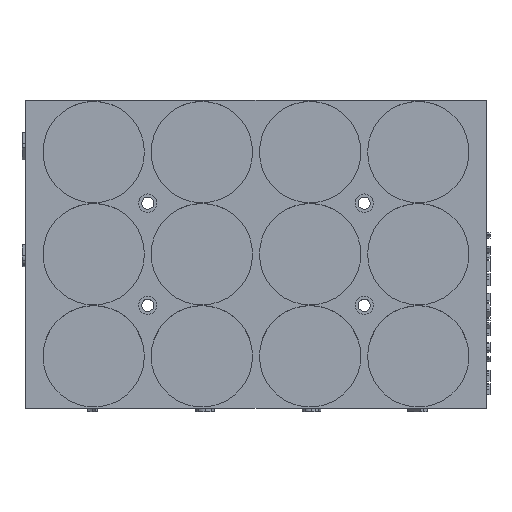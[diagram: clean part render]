
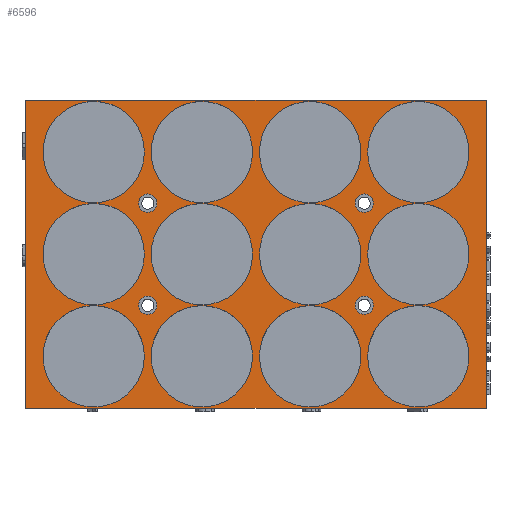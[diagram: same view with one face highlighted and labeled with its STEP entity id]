
A CAD part, top view. The second image highlights one B-rep face of the part: STEP entity #6596.
In plain terms, the highlighted planar face has unit normal (0, 0, 1).
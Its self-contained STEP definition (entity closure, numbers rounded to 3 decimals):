
#550=LINE('',#8608,#1145);
#904=LINE('',#11076,#1499);
#984=LINE('',#11280,#1579);
#1083=LINE('',#12570,#1678);
#1145=VECTOR('',#6997,10.);
#1499=VECTOR('',#7563,10.);
#1579=VECTOR('',#7703,10.);
#1678=VECTOR('',#7932,10.);
#1730=FACE_BOUND('',#2504,.T.);
#1731=FACE_BOUND('',#2505,.T.);
#1732=FACE_BOUND('',#2506,.T.);
#1733=FACE_BOUND('',#2507,.T.);
#1734=FACE_BOUND('',#2508,.T.);
#1735=FACE_BOUND('',#2509,.T.);
#1736=FACE_BOUND('',#2510,.T.);
#1737=FACE_BOUND('',#2511,.T.);
#1738=FACE_BOUND('',#2512,.T.);
#1739=FACE_BOUND('',#2513,.T.);
#1740=FACE_BOUND('',#2514,.T.);
#1741=FACE_BOUND('',#2515,.T.);
#1742=FACE_BOUND('',#2516,.T.);
#1743=FACE_BOUND('',#2517,.T.);
#1744=FACE_BOUND('',#2518,.T.);
#1745=FACE_BOUND('',#2519,.T.);
#2110=FACE_OUTER_BOUND('',#2503,.T.);
#2503=EDGE_LOOP('',(#6024,#6025,#6026,#6027));
#2504=EDGE_LOOP('',(#6028));
#2505=EDGE_LOOP('',(#6029));
#2506=EDGE_LOOP('',(#6030));
#2507=EDGE_LOOP('',(#6031));
#2508=EDGE_LOOP('',(#6032));
#2509=EDGE_LOOP('',(#6033));
#2510=EDGE_LOOP('',(#6034));
#2511=EDGE_LOOP('',(#6035));
#2512=EDGE_LOOP('',(#6036));
#2513=EDGE_LOOP('',(#6037));
#2514=EDGE_LOOP('',(#6038));
#2515=EDGE_LOOP('',(#6039));
#2516=EDGE_LOOP('',(#6040));
#2517=EDGE_LOOP('',(#6041));
#2518=EDGE_LOOP('',(#6042));
#2519=EDGE_LOOP('',(#6043));
#2527=CIRCLE('',#6616,2.55);
#2531=CIRCLE('',#6623,2.55);
#2535=CIRCLE('',#6630,2.55);
#2539=CIRCLE('',#6637,2.55);
#2541=CIRCLE('',#6803,14.05);
#2543=CIRCLE('',#6807,14.05);
#2545=CIRCLE('',#6811,14.05);
#2547=CIRCLE('',#6815,14.05);
#2549=CIRCLE('',#6819,14.05);
#2551=CIRCLE('',#6823,14.05);
#2553=CIRCLE('',#6827,14.05);
#2555=CIRCLE('',#6831,14.05);
#2557=CIRCLE('',#6835,14.05);
#2559=CIRCLE('',#6839,14.05);
#2561=CIRCLE('',#6843,14.05);
#2563=CIRCLE('',#6847,14.05);
#2567=VERTEX_POINT('',#7948);
#2571=VERTEX_POINT('',#7961);
#2575=VERTEX_POINT('',#7974);
#2579=VERTEX_POINT('',#7987);
#2649=VERTEX_POINT('',#8605);
#2650=VERTEX_POINT('',#8607);
#2997=VERTEX_POINT('',#11073);
#2998=VERTEX_POINT('',#11075);
#3175=VERTEX_POINT('',#12484);
#3177=VERTEX_POINT('',#12491);
#3179=VERTEX_POINT('',#12498);
#3181=VERTEX_POINT('',#12505);
#3183=VERTEX_POINT('',#12512);
#3185=VERTEX_POINT('',#12519);
#3187=VERTEX_POINT('',#12526);
#3189=VERTEX_POINT('',#12533);
#3191=VERTEX_POINT('',#12540);
#3193=VERTEX_POINT('',#12547);
#3195=VERTEX_POINT('',#12554);
#3197=VERTEX_POINT('',#12561);
#3201=EDGE_CURVE('',#2567,#2567,#2527,.T.);
#3207=EDGE_CURVE('',#2571,#2571,#2531,.T.);
#3213=EDGE_CURVE('',#2575,#2575,#2535,.T.);
#3219=EDGE_CURVE('',#2579,#2579,#2539,.T.);
#3324=EDGE_CURVE('',#2650,#2649,#550,.T.);
#3844=EDGE_CURVE('',#2998,#2997,#904,.T.);
#3928=EDGE_CURVE('',#2997,#2650,#984,.T.);
#4112=EDGE_CURVE('',#3175,#3175,#2541,.T.);
#4115=EDGE_CURVE('',#3177,#3177,#2543,.T.);
#4118=EDGE_CURVE('',#3179,#3179,#2545,.T.);
#4121=EDGE_CURVE('',#3181,#3181,#2547,.T.);
#4124=EDGE_CURVE('',#3183,#3183,#2549,.T.);
#4127=EDGE_CURVE('',#3185,#3185,#2551,.T.);
#4130=EDGE_CURVE('',#3187,#3187,#2553,.T.);
#4133=EDGE_CURVE('',#3189,#3189,#2555,.T.);
#4136=EDGE_CURVE('',#3191,#3191,#2557,.T.);
#4139=EDGE_CURVE('',#3193,#3193,#2559,.T.);
#4142=EDGE_CURVE('',#3195,#3195,#2561,.T.);
#4145=EDGE_CURVE('',#3197,#3197,#2563,.T.);
#4149=EDGE_CURVE('',#2649,#2998,#1083,.T.);
#6024=ORIENTED_EDGE('',*,*,#3928,.T.);
#6025=ORIENTED_EDGE('',*,*,#3324,.T.);
#6026=ORIENTED_EDGE('',*,*,#4149,.T.);
#6027=ORIENTED_EDGE('',*,*,#3844,.T.);
#6028=ORIENTED_EDGE('',*,*,#3201,.T.);
#6029=ORIENTED_EDGE('',*,*,#3207,.T.);
#6030=ORIENTED_EDGE('',*,*,#3213,.T.);
#6031=ORIENTED_EDGE('',*,*,#3219,.T.);
#6032=ORIENTED_EDGE('',*,*,#4112,.T.);
#6033=ORIENTED_EDGE('',*,*,#4115,.T.);
#6034=ORIENTED_EDGE('',*,*,#4118,.T.);
#6035=ORIENTED_EDGE('',*,*,#4121,.T.);
#6036=ORIENTED_EDGE('',*,*,#4124,.T.);
#6037=ORIENTED_EDGE('',*,*,#4127,.T.);
#6038=ORIENTED_EDGE('',*,*,#4130,.T.);
#6039=ORIENTED_EDGE('',*,*,#4133,.T.);
#6040=ORIENTED_EDGE('',*,*,#4136,.T.);
#6041=ORIENTED_EDGE('',*,*,#4139,.T.);
#6042=ORIENTED_EDGE('',*,*,#4142,.T.);
#6043=ORIENTED_EDGE('',*,*,#4145,.T.);
#6234=PLANE('',#6854);
#6596=ADVANCED_FACE('',(#2110,#1730,#1731,#1732,#1733,#1734,#1735,#1736,
#1737,#1738,#1739,#1740,#1741,#1742,#1743,#1744,#1745),#6234,.T.);
#6616=AXIS2_PLACEMENT_3D('',#7949,#6866,#6867);
#6623=AXIS2_PLACEMENT_3D('',#7962,#6882,#6883);
#6630=AXIS2_PLACEMENT_3D('',#7975,#6898,#6899);
#6637=AXIS2_PLACEMENT_3D('',#7988,#6914,#6915);
#6803=AXIS2_PLACEMENT_3D('',#12485,#7821,#7822);
#6807=AXIS2_PLACEMENT_3D('',#12492,#7830,#7831);
#6811=AXIS2_PLACEMENT_3D('',#12499,#7839,#7840);
#6815=AXIS2_PLACEMENT_3D('',#12506,#7848,#7849);
#6819=AXIS2_PLACEMENT_3D('',#12513,#7857,#7858);
#6823=AXIS2_PLACEMENT_3D('',#12520,#7866,#7867);
#6827=AXIS2_PLACEMENT_3D('',#12527,#7875,#7876);
#6831=AXIS2_PLACEMENT_3D('',#12534,#7884,#7885);
#6835=AXIS2_PLACEMENT_3D('',#12541,#7893,#7894);
#6839=AXIS2_PLACEMENT_3D('',#12548,#7902,#7903);
#6843=AXIS2_PLACEMENT_3D('',#12555,#7911,#7912);
#6847=AXIS2_PLACEMENT_3D('',#12562,#7920,#7921);
#6854=AXIS2_PLACEMENT_3D('',#12573,#7937,#7938);
#6866=DIRECTION('center_axis',(0.,0.,-1.));
#6867=DIRECTION('ref_axis',(1.,0.,0.));
#6882=DIRECTION('center_axis',(0.,0.,-1.));
#6883=DIRECTION('ref_axis',(1.,0.,0.));
#6898=DIRECTION('center_axis',(0.,0.,-1.));
#6899=DIRECTION('ref_axis',(1.,0.,0.));
#6914=DIRECTION('center_axis',(0.,0.,-1.));
#6915=DIRECTION('ref_axis',(1.,0.,0.));
#6997=DIRECTION('',(0.,1.,0.));
#7563=DIRECTION('',(0.,-1.,0.));
#7703=DIRECTION('',(1.,0.,0.));
#7821=DIRECTION('center_axis',(0.,0.,-1.));
#7822=DIRECTION('ref_axis',(1.,0.,0.));
#7830=DIRECTION('center_axis',(0.,0.,-1.));
#7831=DIRECTION('ref_axis',(1.,0.,0.));
#7839=DIRECTION('center_axis',(0.,0.,-1.));
#7840=DIRECTION('ref_axis',(1.,0.,0.));
#7848=DIRECTION('center_axis',(0.,0.,-1.));
#7849=DIRECTION('ref_axis',(1.,0.,0.));
#7857=DIRECTION('center_axis',(0.,0.,-1.));
#7858=DIRECTION('ref_axis',(1.,0.,0.));
#7866=DIRECTION('center_axis',(0.,0.,-1.));
#7867=DIRECTION('ref_axis',(1.,0.,0.));
#7875=DIRECTION('center_axis',(0.,0.,-1.));
#7876=DIRECTION('ref_axis',(1.,0.,0.));
#7884=DIRECTION('center_axis',(0.,0.,-1.));
#7885=DIRECTION('ref_axis',(1.,0.,0.));
#7893=DIRECTION('center_axis',(0.,0.,-1.));
#7894=DIRECTION('ref_axis',(1.,0.,0.));
#7902=DIRECTION('center_axis',(0.,0.,-1.));
#7903=DIRECTION('ref_axis',(1.,0.,0.));
#7911=DIRECTION('center_axis',(0.,0.,-1.));
#7912=DIRECTION('ref_axis',(1.,0.,0.));
#7920=DIRECTION('center_axis',(0.,0.,-1.));
#7921=DIRECTION('ref_axis',(1.,0.,0.));
#7932=DIRECTION('',(-1.,0.,0.));
#7937=DIRECTION('center_axis',(0.,0.,1.));
#7938=DIRECTION('ref_axis',(1.,0.,0.));
#7948=CARTESIAN_POINT('',(91.333,-28.587,18.));
#7949=CARTESIAN_POINT('Origin',(93.883,-28.587,18.));
#7961=CARTESIAN_POINT('',(31.327,-28.587,18.));
#7962=CARTESIAN_POINT('Origin',(33.877,-28.587,18.));
#7974=CARTESIAN_POINT('',(31.327,-56.895,18.));
#7975=CARTESIAN_POINT('Origin',(33.877,-56.895,18.));
#7987=CARTESIAN_POINT('',(91.333,-56.895,18.));
#7988=CARTESIAN_POINT('Origin',(93.883,-56.895,18.));
#8605=CARTESIAN_POINT('',(127.76,0.,18.));
#8607=CARTESIAN_POINT('',(127.76,-85.48,18.));
#8608=CARTESIAN_POINT('',(127.76,0.,18.));
#11073=CARTESIAN_POINT('',(0.,-85.48,18.));
#11075=CARTESIAN_POINT('',(0.,0.,18.));
#11076=CARTESIAN_POINT('',(0.,-85.48,18.));
#11280=CARTESIAN_POINT('',(127.76,-85.48,18.));
#12484=CARTESIAN_POINT('',(94.834,-42.74,18.));
#12485=CARTESIAN_POINT('Origin',(108.884,-42.74,18.));
#12491=CARTESIAN_POINT('',(64.831,-71.048,18.));
#12492=CARTESIAN_POINT('Origin',(78.881,-71.048,18.));
#12498=CARTESIAN_POINT('',(64.831,-14.433,18.));
#12499=CARTESIAN_POINT('Origin',(78.881,-14.433,18.));
#12505=CARTESIAN_POINT('',(34.828,-42.74,18.));
#12506=CARTESIAN_POINT('Origin',(48.878,-42.74,18.));
#12512=CARTESIAN_POINT('',(4.825,-71.048,18.));
#12513=CARTESIAN_POINT('Origin',(18.875,-71.048,18.));
#12519=CARTESIAN_POINT('',(4.825,-14.433,18.));
#12520=CARTESIAN_POINT('Origin',(18.875,-14.433,18.));
#12526=CARTESIAN_POINT('',(4.825,-42.74,18.));
#12527=CARTESIAN_POINT('Origin',(18.875,-42.74,18.));
#12533=CARTESIAN_POINT('',(34.828,-71.048,18.));
#12534=CARTESIAN_POINT('Origin',(48.878,-71.048,18.));
#12540=CARTESIAN_POINT('',(34.828,-14.433,18.));
#12541=CARTESIAN_POINT('Origin',(48.878,-14.433,18.));
#12547=CARTESIAN_POINT('',(64.831,-42.74,18.));
#12548=CARTESIAN_POINT('Origin',(78.881,-42.74,18.));
#12554=CARTESIAN_POINT('',(94.834,-71.048,18.));
#12555=CARTESIAN_POINT('Origin',(108.884,-71.048,18.));
#12561=CARTESIAN_POINT('',(94.834,-14.433,18.));
#12562=CARTESIAN_POINT('Origin',(108.884,-14.433,18.));
#12570=CARTESIAN_POINT('',(0.,0.,18.));
#12573=CARTESIAN_POINT('Origin',(63.88,-42.74,18.));
